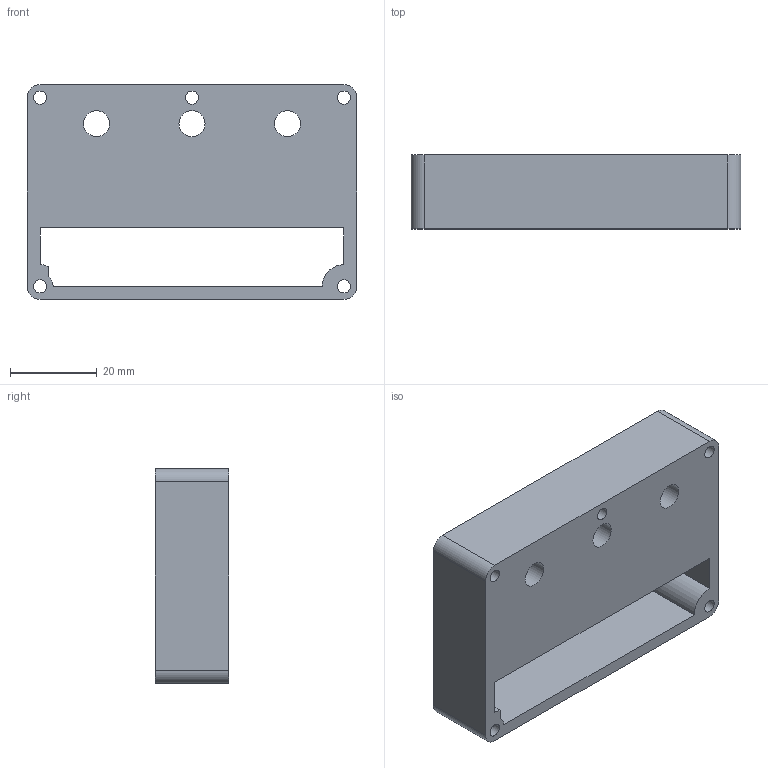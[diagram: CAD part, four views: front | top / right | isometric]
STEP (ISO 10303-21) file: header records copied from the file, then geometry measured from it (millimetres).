
FILE_DESCRIPTION(/* description */ ('Unknown'),/* implementation_level */ '2;1');
FILE_NAME(/* name */ 'motorhalter',/* time_stamp */ '2023-01-17T14:03:51+01:00',/* author */ ('Unknown'),/* organization */ ('Unknown'),/* preprocessor_version */ 'ST-DEVELOPER v18.102',/* originating_system */ 'Solid Edge',/* authorisation */ 'Unknown');
FILE_SCHEMA (('AUTOMOTIVE_DESIGN {1 0 10303 214 3 1 1}'));
Length unit declared in the file: millimetre
Products named in the file (1): motorhalter
Bounding box: 76 x 17 x 49.5 mm (x, y, z)
Volume: 36627.8 mm3; surface area: 15688.7 mm2
Topology: 1 solids, 1 shells, 40 faces, 123 edges, 84 vertices
Faces by surface type: plane 24, cylinder 16
Full cylindrical faces by diameter (mm): 3 x5, 6 x3
Entity records: 1342 total; most frequent: CARTESIAN_POINT 224, DIRECTION 222, ORIENTED_EDGE 214, EDGE_CURVE 107, VERTEX_POINT 76, LINE 74, VECTOR 74, AXIS2_PLACEMENT_3D 74
